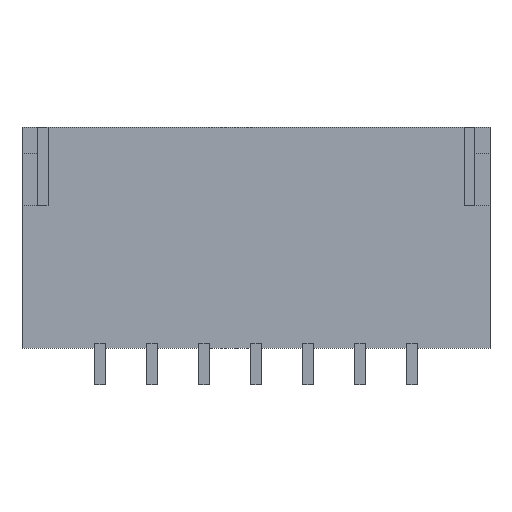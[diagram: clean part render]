
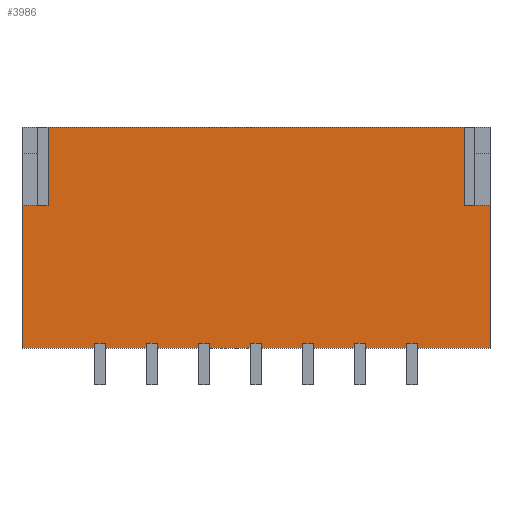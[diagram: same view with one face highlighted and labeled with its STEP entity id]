
A CAD part, front view. The second image highlights one B-rep face of the part: STEP entity #3986.
In plain terms, the highlighted planar face has unit normal (0, -1, 0).
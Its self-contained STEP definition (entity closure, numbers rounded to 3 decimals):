
#75 = VERTEX_POINT ( 'NONE', #1591 ) ;
#152 = VERTEX_POINT ( 'NONE', #5526 ) ;
#186 = LINE ( 'NONE', #2296, #5431 ) ;
#425 = PLANE ( 'NONE',  #4041 ) ;
#484 = VECTOR ( 'NONE', #1416, 1000. ) ;
#533 = CARTESIAN_POINT ( 'NONE',  ( -4., 0.06, 0.625 ) ) ;
#606 = ORIENTED_EDGE ( 'NONE', *, *, #1940, .F. ) ;
#641 = EDGE_LOOP ( 'NONE', ( #2634, #5272, #606, #2324, #2804, #1071, #5699, #1918 ) ) ;
#962 = DIRECTION ( 'NONE',  ( 0., 0., -1. ) ) ;
#1005 = VERTEX_POINT ( 'NONE', #4850 ) ;
#1042 = VECTOR ( 'NONE', #5377, 1000. ) ;
#1071 = ORIENTED_EDGE ( 'NONE', *, *, #4752, .F. ) ;
#1116 = DIRECTION ( 'NONE',  ( 0., 0., 1. ) ) ;
#1311 = VERTEX_POINT ( 'NONE', #2450 ) ;
#1414 = CARTESIAN_POINT ( 'NONE',  ( -4.5, 0.06, -2.125 ) ) ;
#1416 = DIRECTION ( 'NONE',  ( -1., 0., 0. ) ) ;
#1558 = DIRECTION ( 'NONE',  ( 0., 0., -1. ) ) ;
#1591 = CARTESIAN_POINT ( 'NONE',  ( 4.5, 0.06, -2.125 ) ) ;
#1610 = VERTEX_POINT ( 'NONE', #4615 ) ;
#1629 = LINE ( 'NONE', #3556, #1042 ) ;
#1918 = ORIENTED_EDGE ( 'NONE', *, *, #5755, .F. ) ;
#1940 = EDGE_CURVE ( 'NONE', #4225, #3667, #3553, .T. ) ;
#2296 = CARTESIAN_POINT ( 'NONE',  ( -4.5, 0.06, 2.125 ) ) ;
#2324 = ORIENTED_EDGE ( 'NONE', *, *, #5598, .F. ) ;
#2364 = LINE ( 'NONE', #4259, #3944 ) ;
#2450 = CARTESIAN_POINT ( 'NONE',  ( 4., 0.06, 0.625 ) ) ;
#2542 = CARTESIAN_POINT ( 'NONE',  ( 0., 0.06, 0. ) ) ;
#2634 = ORIENTED_EDGE ( 'NONE', *, *, #5070, .T. ) ;
#2645 = DIRECTION ( 'NONE',  ( -1., 0., 0. ) ) ;
#2804 = ORIENTED_EDGE ( 'NONE', *, *, #4900, .F. ) ;
#2905 = EDGE_CURVE ( 'NONE', #3507, #1311, #3989, .T. ) ;
#3277 = VECTOR ( 'NONE', #962, 1000. ) ;
#3411 = LINE ( 'NONE', #5270, #3277 ) ;
#3507 = VERTEX_POINT ( 'NONE', #4487 ) ;
#3553 = LINE ( 'NONE', #5374, #5635 ) ;
#3556 = CARTESIAN_POINT ( 'NONE',  ( 4., 0.06, 0.625 ) ) ;
#3667 = VERTEX_POINT ( 'NONE', #5275 ) ;
#3849 = LINE ( 'NONE', #5607, #484 ) ;
#3944 = VECTOR ( 'NONE', #5926, 1000. ) ;
#3986 = ADVANCED_FACE ( 'NONE', ( #4897 ), #425, .T. ) ;
#3989 = LINE ( 'NONE', #5701, #4111 ) ;
#4041 = AXIS2_PLACEMENT_3D ( 'NONE', #2542, #4431, #6058 ) ;
#4111 = VECTOR ( 'NONE', #1558, 1000. ) ;
#4200 = DIRECTION ( 'NONE',  ( 1., 0., 0. ) ) ;
#4225 = VERTEX_POINT ( 'NONE', #1414 ) ;
#4259 = CARTESIAN_POINT ( 'NONE',  ( -4., 0.06, 0.625 ) ) ;
#4431 = DIRECTION ( 'NONE',  ( 0., -1., 0. ) ) ;
#4487 = CARTESIAN_POINT ( 'NONE',  ( 4., 0.06, 2.125 ) ) ;
#4615 = CARTESIAN_POINT ( 'NONE',  ( 4.5, 0.06, 0.625 ) ) ;
#4752 = EDGE_CURVE ( 'NONE', #1311, #1610, #1629, .T. ) ;
#4850 = CARTESIAN_POINT ( 'NONE',  ( -4., 0.06, 2.125 ) ) ;
#4867 = VECTOR ( 'NONE', #2645, 1000. ) ;
#4897 = FACE_OUTER_BOUND ( 'NONE', #641, .T. ) ;
#4900 = EDGE_CURVE ( 'NONE', #1610, #75, #3411, .T. ) ;
#4983 = LINE ( 'NONE', #533, #4867 ) ;
#5070 = EDGE_CURVE ( 'NONE', #1005, #152, #2364, .T. ) ;
#5270 = CARTESIAN_POINT ( 'NONE',  ( 4.5, 0.06, 2.125 ) ) ;
#5272 = ORIENTED_EDGE ( 'NONE', *, *, #5687, .T. ) ;
#5275 = CARTESIAN_POINT ( 'NONE',  ( -4.5, 0.06, 0.625 ) ) ;
#5374 = CARTESIAN_POINT ( 'NONE',  ( -4.5, 0.06, 2.125 ) ) ;
#5377 = DIRECTION ( 'NONE',  ( 1., 0., 0. ) ) ;
#5431 = VECTOR ( 'NONE', #4200, 1000. ) ;
#5526 = CARTESIAN_POINT ( 'NONE',  ( -4., 0.06, 0.625 ) ) ;
#5598 = EDGE_CURVE ( 'NONE', #75, #4225, #3849, .T. ) ;
#5607 = CARTESIAN_POINT ( 'NONE',  ( -4.5, 0.06, -2.125 ) ) ;
#5635 = VECTOR ( 'NONE', #1116, 1000. ) ;
#5687 = EDGE_CURVE ( 'NONE', #152, #3667, #4983, .T. ) ;
#5699 = ORIENTED_EDGE ( 'NONE', *, *, #2905, .F. ) ;
#5701 = CARTESIAN_POINT ( 'NONE',  ( 4., 0.06, 0.625 ) ) ;
#5755 = EDGE_CURVE ( 'NONE', #1005, #3507, #186, .T. ) ;
#5926 = DIRECTION ( 'NONE',  ( 0., 0., -1. ) ) ;
#6058 = DIRECTION ( 'NONE',  ( 0., 0., -1. ) ) ;
